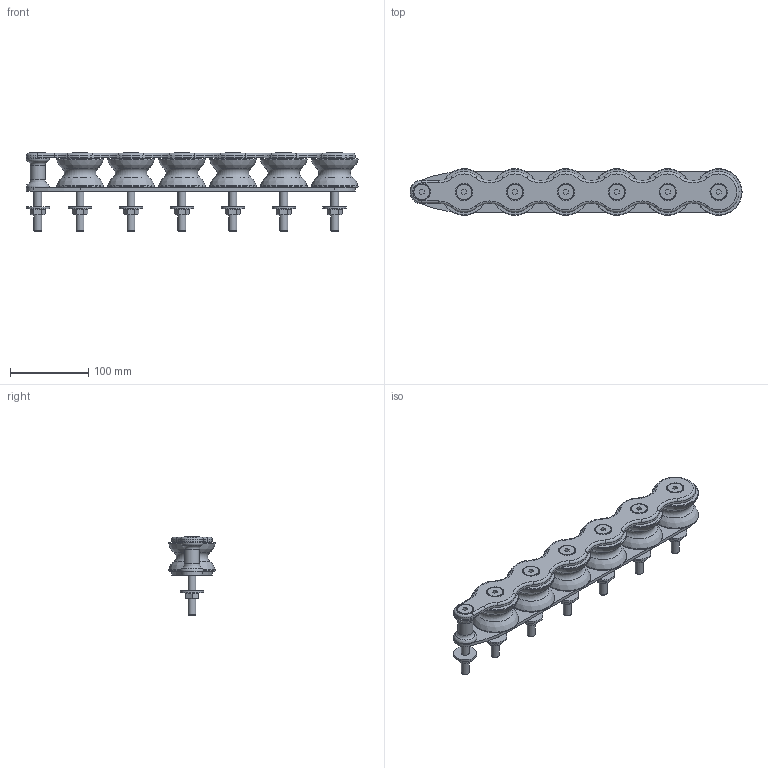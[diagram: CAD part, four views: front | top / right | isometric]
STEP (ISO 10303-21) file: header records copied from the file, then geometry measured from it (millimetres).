
FILE_DESCRIPTION(/* description */ (''),/* implementation_level */ '2;1');
FILE_NAME(/* name */ 'T660.stp',/* time_stamp */ '2016-04-04T11:16:32+02:00',/* author */ ('Nicola'),/* organization */ (''),/* preprocessor_version */ 'ST-DEVELOPER v16.1',/* originating_system */ 'Autodesk Inventor 2016',/* authorisation */ '');
FILE_SCHEMA (('AUTOMOTIVE_DESIGN { 1 0 10303 214 3 1 1 }'));
Length unit declared in the file: millimetre
Products named in the file (1): T660
Bounding box: 423.75 x 59.5 x 100 mm (x, y, z)
Volume: 712471.3 mm3; surface area: 149768.8 mm2
Topology: 1 solids, 7 shells, 399 faces, 879 edges, 573 vertices
Faces by surface type: plane 181, cylinder 113, torus 58, cone 35, bspline 12
Full cylindrical faces by diameter (mm): 10 x20, 10.2 x13, 10.5 x7, 19 x3, 20 x7, 29.9 x2, 30 x7, 45 x12, 59.5 x12
Entity records: 10120 total; most frequent: CARTESIAN_POINT 2114, DIRECTION 1738, ORIENTED_EDGE 1364, AXIS2_PLACEMENT_3D 764, EDGE_CURVE 682, EDGE_LOOP 654, VERTEX_POINT 528, FACE_OUTER_BOUND 399
